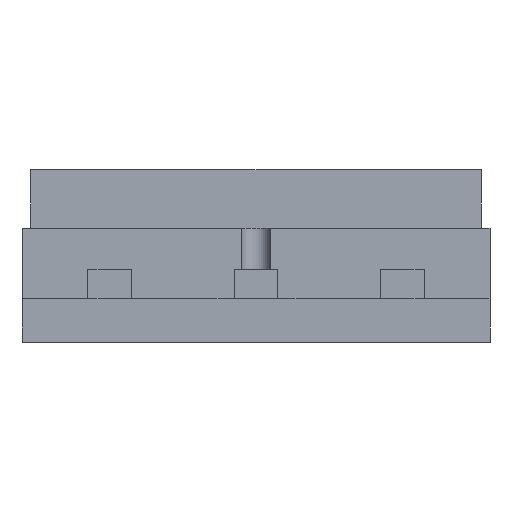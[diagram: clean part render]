
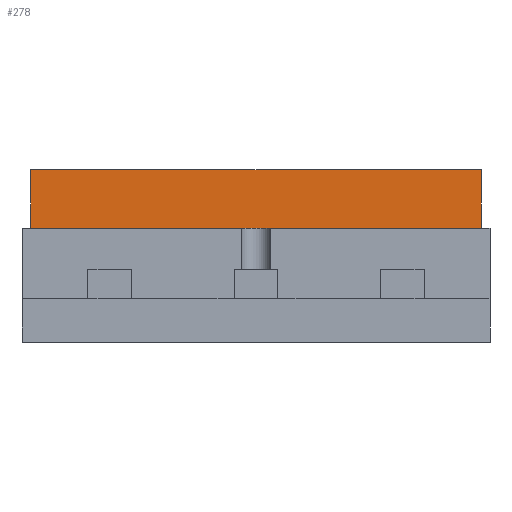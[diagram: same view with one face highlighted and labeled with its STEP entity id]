
A CAD part, front view. The second image highlights one B-rep face of the part: STEP entity #278.
In plain terms, the highlighted planar face has unit normal (0, -1, 0).
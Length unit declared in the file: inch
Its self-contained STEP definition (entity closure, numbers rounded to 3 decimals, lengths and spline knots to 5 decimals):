
#24 = VECTOR ( 'NONE', #558, 39.37008 ) ;
#25 = AXIS2_PLACEMENT_3D ( 'NONE', #673, #1010, #907 ) ;
#95 = VECTOR ( 'NONE', #299, 39.37008 ) ;
#125 = LINE ( 'NONE', #406, #836 ) ;
#155 = CARTESIAN_POINT ( 'NONE',  ( 0.003, 0.05, 0. ) ) ;
#176 = EDGE_CURVE ( 'NONE', #315, #918, #1075, .T. ) ;
#214 = EDGE_CURVE ( 'NONE', #766, #918, #125, .T. ) ;
#231 = DIRECTION ( 'NONE',  ( 0., 0., -1. ) ) ;
#243 = EDGE_LOOP ( 'NONE', ( #671, #576, #959, #376 ) ) ;
#274 = VECTOR ( 'NONE', #824, 39.37008 ) ;
#278 = ADVANCED_FACE ( 'NONE', ( #582 ), #677, .F. ) ;
#299 = DIRECTION ( 'NONE',  ( 0., 0., -1. ) ) ;
#310 = CARTESIAN_POINT ( 'NONE',  ( 0.003, 0.05, 0.02 ) ) ;
#315 = VERTEX_POINT ( 'NONE', #155 ) ;
#376 = ORIENTED_EDGE ( 'NONE', *, *, #560, .T. ) ;
#380 = CARTESIAN_POINT ( 'NONE',  ( 0.003, 0.05, 0.02 ) ) ;
#406 = CARTESIAN_POINT ( 'NONE',  ( 0.157, 0.05, 0.02 ) ) ;
#458 = CARTESIAN_POINT ( 'NONE',  ( 0.157, 0.05, 0. ) ) ;
#558 = DIRECTION ( 'NONE',  ( 1., 0., 0. ) ) ;
#560 = EDGE_CURVE ( 'NONE', #697, #315, #962, .T. ) ;
#576 = ORIENTED_EDGE ( 'NONE', *, *, #214, .F. ) ;
#582 = FACE_OUTER_BOUND ( 'NONE', #243, .T. ) ;
#671 = ORIENTED_EDGE ( 'NONE', *, *, #176, .T. ) ;
#673 = CARTESIAN_POINT ( 'NONE',  ( 0.003, 0.05, 0.02 ) ) ;
#677 = PLANE ( 'NONE',  #25 ) ;
#697 = VERTEX_POINT ( 'NONE', #380 ) ;
#750 = LINE ( 'NONE', #1087, #274 ) ;
#759 = EDGE_CURVE ( 'NONE', #697, #766, #750, .T. ) ;
#766 = VERTEX_POINT ( 'NONE', #843 ) ;
#824 = DIRECTION ( 'NONE',  ( 1., 0., 0. ) ) ;
#836 = VECTOR ( 'NONE', #231, 39.37008 ) ;
#843 = CARTESIAN_POINT ( 'NONE',  ( 0.157, 0.05, 0.02 ) ) ;
#907 = DIRECTION ( 'NONE',  ( 0., 0., 1. ) ) ;
#918 = VERTEX_POINT ( 'NONE', #458 ) ;
#959 = ORIENTED_EDGE ( 'NONE', *, *, #759, .F. ) ;
#962 = LINE ( 'NONE', #310, #95 ) ;
#995 = CARTESIAN_POINT ( 'NONE',  ( 0.003, 0.05, 0. ) ) ;
#1010 = DIRECTION ( 'NONE',  ( 0., 1., 0. ) ) ;
#1075 = LINE ( 'NONE', #995, #24 ) ;
#1087 = CARTESIAN_POINT ( 'NONE',  ( 0.003, 0.05, 0.02 ) ) ;
